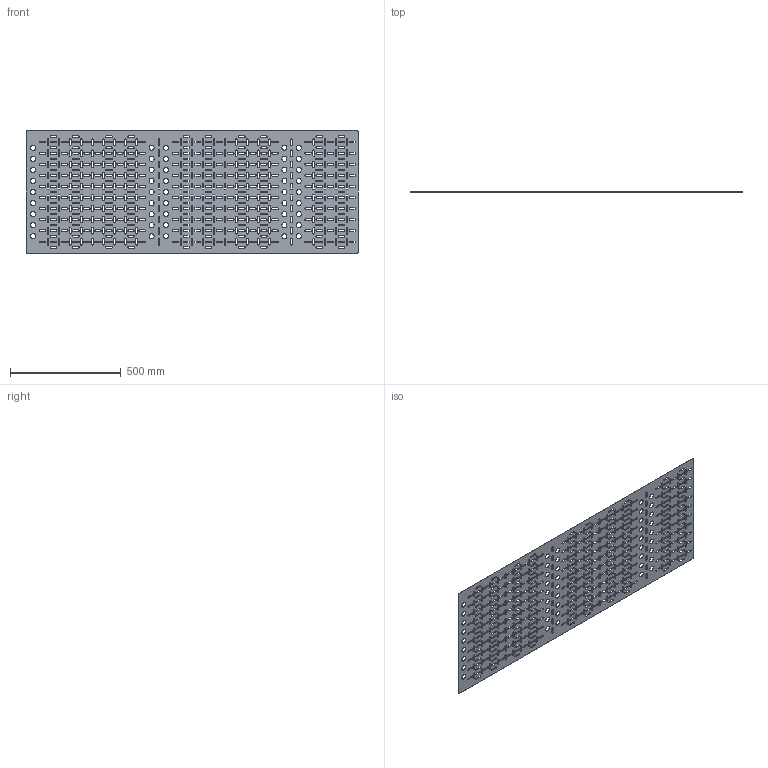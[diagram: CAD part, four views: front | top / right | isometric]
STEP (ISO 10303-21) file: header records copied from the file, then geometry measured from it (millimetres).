
FILE_DESCRIPTION (( 'STEP AP203' ), '1' );
FILE_NAME ('ÊÈÂÀ 195.00.09 Äîííàÿ âñòàâêà äëÿ ëîòêà LESTA_1500õ600.step', '2022-01-27T11:34:58', ( '' ), ( '' ), 'SwSTEP 2.0', 'SolidWorks 2017', '' );
FILE_SCHEMA (( 'CONFIG_CONTROL_DESIGN' ));
Products named in the file (1): ÊÈÂÀ 195.00.09 Äîííàÿ âñòàâêà äëÿ ëîòêà LESTA_1500õ600
Bounding box: 1500 x 1.2 x 555 mm (x, y, z)
Volume: 832909.7 mm3; surface area: 1445960 mm2
Topology: 1 solids, 1 shells, 2860 faces, 8574 edges, 5716 vertices
Faces by surface type: cylinder 1654, plane 1206
Entity records: 100303 total; most frequent: DIRECTION 17604, CARTESIAN_POINT 17151, ORIENTED_EDGE 17148, EDGE_CURVE 8574, AXIS2_PLACEMENT_3D 6169, VERTEX_POINT 5716, LINE 5266, VECTOR 5266
